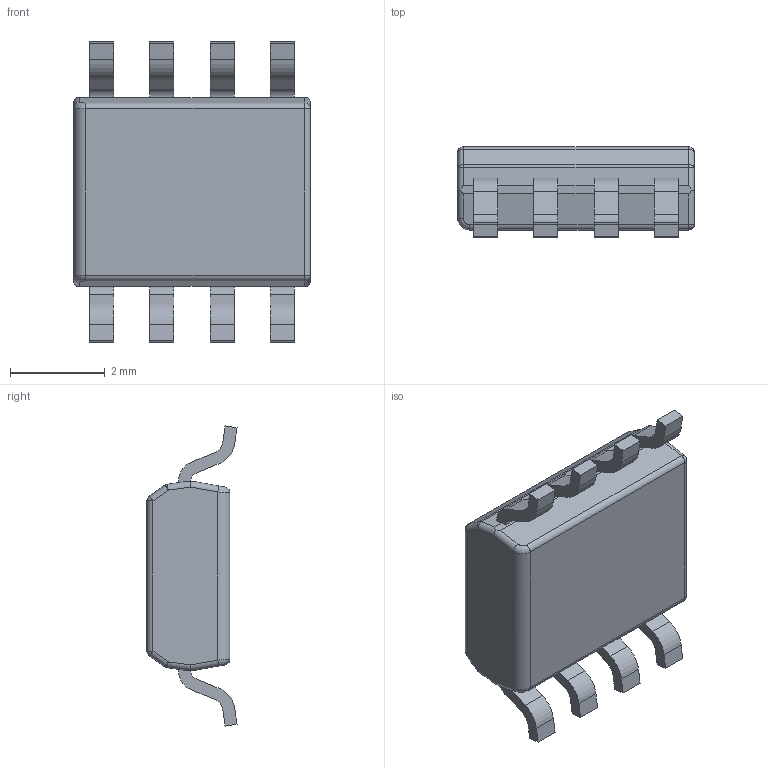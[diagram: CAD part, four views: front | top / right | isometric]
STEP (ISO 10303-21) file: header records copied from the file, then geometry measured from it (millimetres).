
FILE_DESCRIPTION (( 'STEP AP214' ), '1' );
FILE_NAME ('SODEFAU050413152729.step', '2006-05-04T17:01:06', ( 'sysAdmin' ), ( 'SolidWorks' ), 'SwSTEP 2.0', 'SolidWorks 2006079', '' );
FILE_SCHEMA (( 'AUTOMOTIVE_DESIGN' ));
Length unit declared in the file: inch
Products named in the file (1): SODEFAU050413152729
Bounding box: 5 x 1.9 x 6.34 mm (x, y, z)
Volume: 35.1 mm3; surface area: 85.8 mm2
Topology: 1 solids, 1 shells, 137 faces, 374 edges, 234 vertices
Faces by surface type: plane 69, cylinder 54, sphere 10, bspline 2, torus 2
Entity records: 5950 total; most frequent: CARTESIAN_POINT 1124, ORIENTED_EDGE 736, DIRECTION 728, EDGE_CURVE 368, VECTOR 248, LINE 248, AXIS2_PLACEMENT_3D 240, VERTEX_POINT 234
